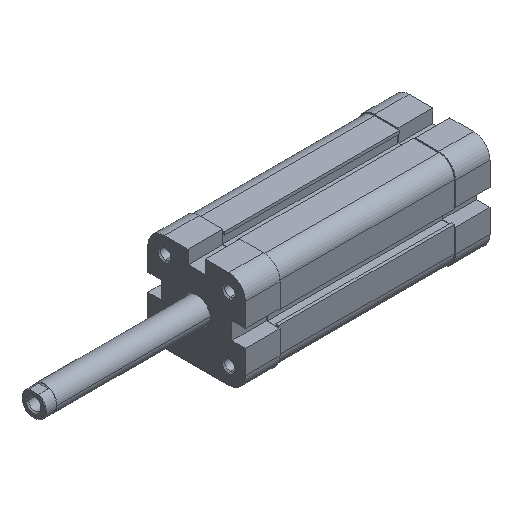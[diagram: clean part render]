
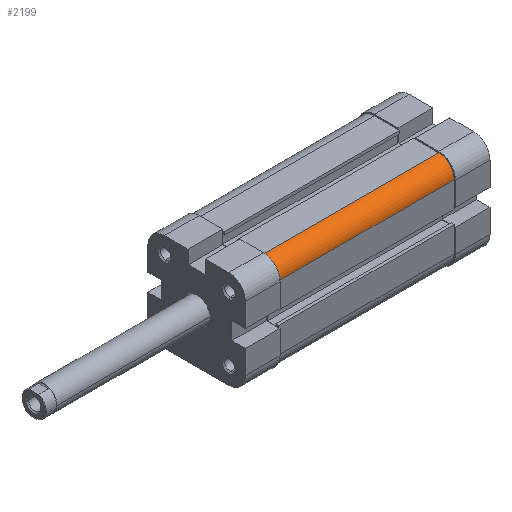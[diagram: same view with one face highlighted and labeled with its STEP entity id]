
A CAD part, isometric view. The second image highlights one B-rep face of the part: STEP entity #2199.
In plain terms, the highlighted cylindrical face has radius 6.25 mm (diameter 12.5 mm), a partial arc.
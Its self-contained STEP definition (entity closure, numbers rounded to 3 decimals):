
#52 = VERTEX_POINT ( 'NONE', #4638 ) ;
#78 = VERTEX_POINT ( 'NONE', #4609 ) ;
#778 = ORIENTED_EDGE ( 'NONE', *, *, #1599, .F. ) ;
#779 = ORIENTED_EDGE ( 'NONE', *, *, #1592, .F. ) ;
#789 = ORIENTED_EDGE ( 'NONE', *, *, #1593, .T. ) ;
#790 = ORIENTED_EDGE ( 'NONE', *, *, #1383, .T. ) ;
#1383 = EDGE_CURVE ( 'NONE', #4503, #6332, #3499, .T. ) ;
#1592 = EDGE_CURVE ( 'NONE', #52, #78, #3772, .T. ) ;
#1593 = EDGE_CURVE ( 'NONE', #52, #4503, #3818, .T. ) ;
#1599 = EDGE_CURVE ( 'NONE', #78, #6332, #3828, .T. ) ;
#1784 = AXIS2_PLACEMENT_3D ( 'NONE', #3253, #3296, #3297 ) ;
#1786 = AXIS2_PLACEMENT_3D ( 'NONE', #3295, #3309, #3310 ) ;
#1972 = AXIS2_PLACEMENT_3D ( 'NONE', #5855, #5854, #5853 ) ;
#2199 = ADVANCED_FACE ( 'NONE', ( #4155 ), #4158, .T. ) ;
#2765 = CARTESIAN_POINT ( 'NONE',  ( 38.5, 6.25, -71. ) ) ;
#2771 = DIRECTION ( 'NONE',  ( 0., 0., 1. ) ) ;
#3253 = CARTESIAN_POINT ( 'NONE',  ( 32.25, 6.25, -71. ) ) ;
#3293 = CARTESIAN_POINT ( 'NONE',  ( 32.25, 0., -71. ) ) ;
#3294 = DIRECTION ( 'NONE',  ( 0., 0., 1. ) ) ;
#3295 = CARTESIAN_POINT ( 'NONE',  ( 32.25, 6.25, 0. ) ) ;
#3296 = DIRECTION ( 'NONE',  ( 0., 0., 1. ) ) ;
#3297 = DIRECTION ( 'NONE',  ( 1., 0., 0. ) ) ;
#3309 = DIRECTION ( 'NONE',  ( 0., 0., 1. ) ) ;
#3310 = DIRECTION ( 'NONE',  ( 1., 0., 0. ) ) ;
#3497 = VECTOR ( 'NONE', #2771, 1000. ) ;
#3499 = LINE ( 'NONE', #2765, #3497 ) ;
#3772 = LINE ( 'NONE', #3293, #3779 ) ;
#3779 = VECTOR ( 'NONE', #3294, 1000. ) ;
#3818 = CIRCLE ( 'NONE', #1784, 6.25 ) ;
#3828 = CIRCLE ( 'NONE', #1786, 6.25 ) ;
#4155 = FACE_OUTER_BOUND ( 'NONE', #4929, .T. ) ;
#4158 = CYLINDRICAL_SURFACE ( 'NONE', #1972, 6.25 ) ;
#4503 = VERTEX_POINT ( 'NONE', #6044 ) ;
#4609 = CARTESIAN_POINT ( 'NONE',  ( 32.25, 0., 0. ) ) ;
#4638 = CARTESIAN_POINT ( 'NONE',  ( 32.25, 0., -71. ) ) ;
#4929 = EDGE_LOOP ( 'NONE', ( #778, #779, #789, #790 ) ) ;
#5853 = DIRECTION ( 'NONE',  ( 1., 0., 0. ) ) ;
#5854 = DIRECTION ( 'NONE',  ( 0., 0., 1. ) ) ;
#5855 = CARTESIAN_POINT ( 'NONE',  ( 32.25, 6.25, -71. ) ) ;
#6044 = CARTESIAN_POINT ( 'NONE',  ( 38.5, 6.25, -71. ) ) ;
#6167 = CARTESIAN_POINT ( 'NONE',  ( 38.5, 6.25, 0. ) ) ;
#6332 = VERTEX_POINT ( 'NONE', #6167 ) ;
